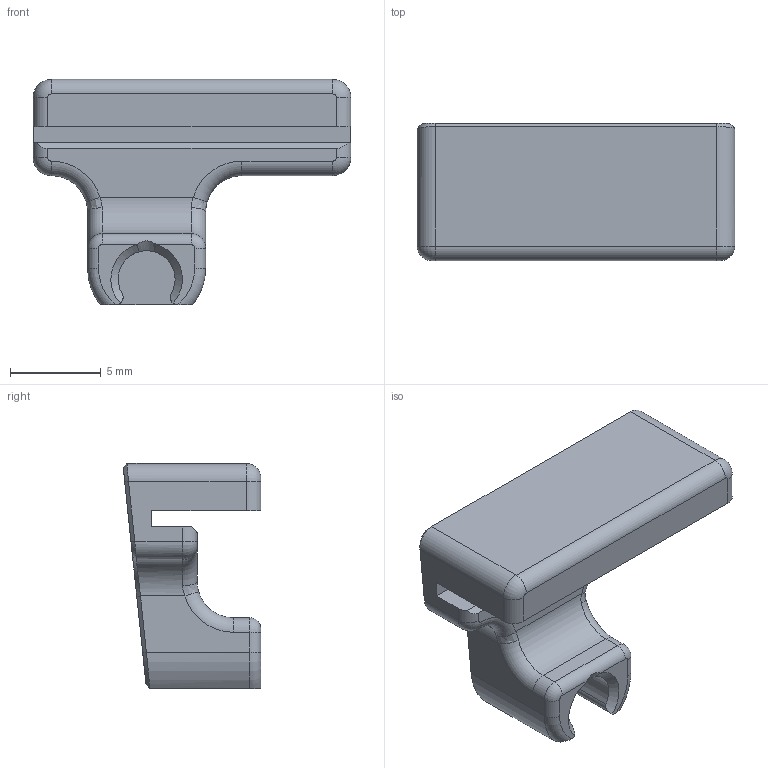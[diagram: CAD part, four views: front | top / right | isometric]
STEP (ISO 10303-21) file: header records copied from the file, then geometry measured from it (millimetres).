
FILE_DESCRIPTION (( 'STEP AP203' ), '1' );
FILE_NAME ('', '', ( '' ), ( '' ), '', '', '' );
FILE_SCHEMA (( 'CONFIG_CONTROL_DESIGN' ));
Length unit declared in the file: millimetre
Products named in the file (1): PCBScrollWheelHolder
Bounding box: 17.5 x 7.58 x 12.4 mm (x, y, z)
Volume: 668.9 mm3; surface area: 750.6 mm2
Topology: 1 solids, 1 shells, 73 faces, 177 edges, 106 vertices
Faces by surface type: plane 25, cylinder 23, torus 12, bspline 11, cone 2
Entity records: 2908 total; most frequent: CARTESIAN_POINT 1220, ORIENTED_EDGE 354, DIRECTION 314, EDGE_CURVE 177, AXIS2_PLACEMENT_3D 121, VERTEX_POINT 106, EDGE_LOOP 73, ADVANCED_FACE 73
